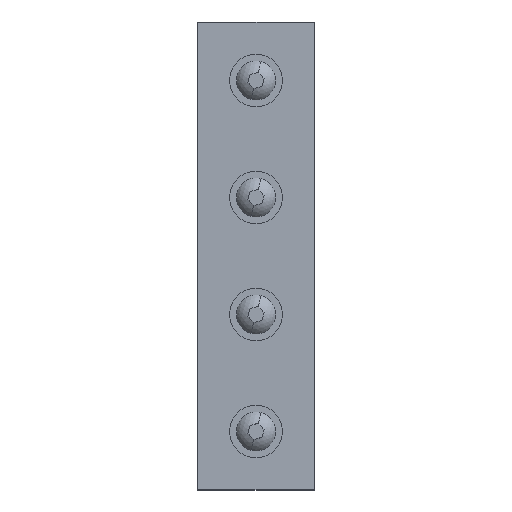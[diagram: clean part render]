
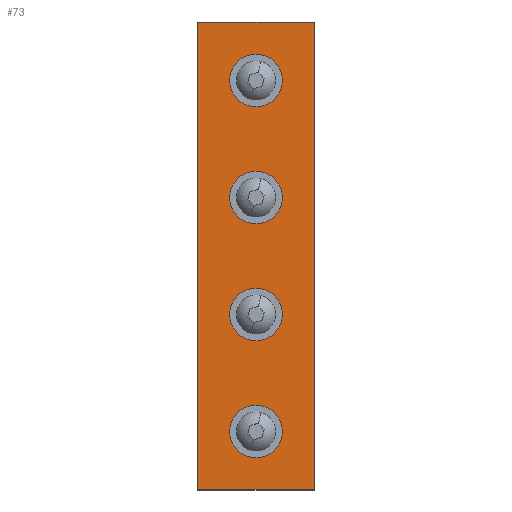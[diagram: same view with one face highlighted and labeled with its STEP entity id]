
A CAD part, top view. The second image highlights one B-rep face of the part: STEP entity #73.
In plain terms, the highlighted planar face has unit normal (0, 0, 1).
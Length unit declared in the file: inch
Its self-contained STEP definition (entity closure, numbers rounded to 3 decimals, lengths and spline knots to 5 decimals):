
#3 = ORIENTED_EDGE ( 'NONE', *, *, #350, .F. ) ;
#4 = ORIENTED_EDGE ( 'NONE', *, *, #2032, .T. ) ;
#5 = VERTEX_POINT ( 'NONE', #388 ) ;
#6 = EDGE_LOOP ( 'NONE', ( #295, #199 ) ) ;
#28 = VERTEX_POINT ( 'NONE', #541 ) ;
#29 = VERTEX_POINT ( 'NONE', #548 ) ;
#35 = ORIENTED_EDGE ( 'NONE', *, *, #935, .F. ) ;
#37 = VERTEX_POINT ( 'NONE', #641 ) ;
#48 = EDGE_CURVE ( 'NONE', #224, #37, #742, .T. ) ;
#61 = EDGE_LOOP ( 'NONE', ( #35, #3 ) ) ;
#73 = ADVANCED_FACE ( 'NONE', ( #1083, #1084, #1085, #1086, #1087 ), #1088, .T. ) ;
#114 = EDGE_CURVE ( 'NONE', #5, #2037, #927, .T. ) ;
#171 = VERTEX_POINT ( 'NONE', #722 ) ;
#197 = VERTEX_POINT ( 'NONE', #899 ) ;
#199 = ORIENTED_EDGE ( 'NONE', *, *, #48, .F. ) ;
#206 = EDGE_LOOP ( 'NONE', ( #2077, #2038 ) ) ;
#211 = EDGE_CURVE ( 'NONE', #321, #197, #1028, .T. ) ;
#224 = VERTEX_POINT ( 'NONE', #1061 ) ;
#232 = ORIENTED_EDGE ( 'NONE', *, *, #114, .T. ) ;
#252 = EDGE_CURVE ( 'NONE', #2081, #5, #1157, .T. ) ;
#253 = EDGE_CURVE ( 'NONE', #37, #224, #1161, .T. ) ;
#293 = ORIENTED_EDGE ( 'NONE', *, *, #252, .T. ) ;
#295 = ORIENTED_EDGE ( 'NONE', *, *, #253, .F. ) ;
#321 = VERTEX_POINT ( 'NONE', #842 ) ;
#350 = EDGE_CURVE ( 'NONE', #29, #28, #991, .T. ) ;
#388 = CARTESIAN_POINT ( 'NONE',  ( 1.5, 6., 0.25 ) ) ;
#389 = CIRCLE ( 'NONE', #390, 0.164 ) ;
#390 = AXIS2_PLACEMENT_3D ( 'NONE', #391, #392, #393 ) ;
#391 = CARTESIAN_POINT ( 'NONE',  ( 0.75, 3.75, 0.25 ) ) ;
#392 = DIRECTION ( 'NONE',  ( 0., 0., 1. ) ) ;
#393 = DIRECTION ( 'NONE',  ( 1., 0., 0. ) ) ;
#469 = CARTESIAN_POINT ( 'NONE',  ( 0.914, 0.75, 0.25 ) ) ;
#519 = CIRCLE ( 'NONE', #520, 0.164 ) ;
#520 = AXIS2_PLACEMENT_3D ( 'NONE', #521, #522, #523 ) ;
#521 = CARTESIAN_POINT ( 'NONE',  ( 0.75, 0.75, 0.25 ) ) ;
#522 = DIRECTION ( 'NONE',  ( 0., 0., 1. ) ) ;
#523 = DIRECTION ( 'NONE',  ( 1., 0., 0. ) ) ;
#541 = CARTESIAN_POINT ( 'NONE',  ( 0.914, 2.25, 0.25 ) ) ;
#548 = CARTESIAN_POINT ( 'NONE',  ( 0.586, 2.25, 0.25 ) ) ;
#559 = CARTESIAN_POINT ( 'NONE',  ( 1.5, 0., 0.25 ) ) ;
#641 = CARTESIAN_POINT ( 'NONE',  ( 0.914, 5.25, 0.25 ) ) ;
#674 = ORIENTED_EDGE ( 'NONE', *, *, #1520, .F. ) ;
#685 = CIRCLE ( 'NONE', #686, 0.164 ) ;
#686 = AXIS2_PLACEMENT_3D ( 'NONE', #687, #688, #689 ) ;
#687 = CARTESIAN_POINT ( 'NONE',  ( 0.75, 2.25, 0.25 ) ) ;
#688 = DIRECTION ( 'NONE',  ( 0., 0., 1. ) ) ;
#689 = DIRECTION ( 'NONE',  ( 1., 0., 0. ) ) ;
#718 = LINE ( 'NONE', #719, #720 ) ;
#719 = CARTESIAN_POINT ( 'NONE',  ( 0., 0., 0.25 ) ) ;
#720 = VECTOR ( 'NONE', #721, 39.37008 ) ;
#721 = DIRECTION ( 'NONE',  ( 1., 0., 0. ) ) ;
#722 = CARTESIAN_POINT ( 'NONE',  ( 0., 0., 0.25 ) ) ;
#742 = CIRCLE ( 'NONE', #743, 0.164 ) ;
#743 = AXIS2_PLACEMENT_3D ( 'NONE', #746, #747, #748 ) ;
#746 = CARTESIAN_POINT ( 'NONE',  ( 0.75, 5.25, 0.25 ) ) ;
#747 = DIRECTION ( 'NONE',  ( 0., 0., 1. ) ) ;
#748 = DIRECTION ( 'NONE',  ( 1., 0., 0. ) ) ;
#782 = ORIENTED_EDGE ( 'NONE', *, *, #2051, .T. ) ;
#812 = CARTESIAN_POINT ( 'NONE',  ( 0., 6., 0.25 ) ) ;
#842 = CARTESIAN_POINT ( 'NONE',  ( 0.586, 3.75, 0.25 ) ) ;
#899 = CARTESIAN_POINT ( 'NONE',  ( 0.914, 3.75, 0.25 ) ) ;
#927 = LINE ( 'NONE', #928, #929 ) ;
#928 = CARTESIAN_POINT ( 'NONE',  ( 0., 6., 0.25 ) ) ;
#929 = VECTOR ( 'NONE', #930, 39.37008 ) ;
#930 = DIRECTION ( 'NONE',  ( -1., 0., 0. ) ) ;
#935 = EDGE_CURVE ( 'NONE', #28, #29, #685, .T. ) ;
#972 = LINE ( 'NONE', #973, #974 ) ;
#973 = CARTESIAN_POINT ( 'NONE',  ( 0., 6., 0.25 ) ) ;
#974 = VECTOR ( 'NONE', #975, 39.37008 ) ;
#975 = DIRECTION ( 'NONE',  ( 0., -1., 0. ) ) ;
#991 = CIRCLE ( 'NONE', #992, 0.164 ) ;
#992 = AXIS2_PLACEMENT_3D ( 'NONE', #993, #994, #995 ) ;
#993 = CARTESIAN_POINT ( 'NONE',  ( 0.75, 2.25, 0.25 ) ) ;
#994 = DIRECTION ( 'NONE',  ( 0., 0., 1. ) ) ;
#995 = DIRECTION ( 'NONE',  ( 1., 0., 0. ) ) ;
#1006 = EDGE_LOOP ( 'NONE', ( #674, #1451 ) ) ;
#1028 = CIRCLE ( 'NONE', #1029, 0.164 ) ;
#1029 = AXIS2_PLACEMENT_3D ( 'NONE', #1030, #1031, #1032 ) ;
#1030 = CARTESIAN_POINT ( 'NONE',  ( 0.75, 3.75, 0.25 ) ) ;
#1031 = DIRECTION ( 'NONE',  ( 0., 0., 1. ) ) ;
#1032 = DIRECTION ( 'NONE',  ( 1., 0., 0. ) ) ;
#1061 = CARTESIAN_POINT ( 'NONE',  ( 0.586, 5.25, 0.25 ) ) ;
#1082 = CARTESIAN_POINT ( 'NONE',  ( 0.586, 0.75, 0.25 ) ) ;
#1083 = FACE_BOUND ( 'NONE', #61, .T. ) ;
#1084 = FACE_BOUND ( 'NONE', #1006, .T. ) ;
#1085 = FACE_OUTER_BOUND ( 'NONE', #1260, .T. ) ;
#1086 = FACE_BOUND ( 'NONE', #206, .T. ) ;
#1087 = FACE_BOUND ( 'NONE', #6, .T. ) ;
#1088 = PLANE ( 'NONE',  #1089 ) ;
#1089 = AXIS2_PLACEMENT_3D ( 'NONE', #1090, #1091, #1092 ) ;
#1090 = CARTESIAN_POINT ( 'NONE',  ( 0., 6., 0.25 ) ) ;
#1091 = DIRECTION ( 'NONE',  ( 0., 0., 1. ) ) ;
#1092 = DIRECTION ( 'NONE',  ( 1., 0., 0. ) ) ;
#1116 = CIRCLE ( 'NONE', #1117, 0.164 ) ;
#1117 = AXIS2_PLACEMENT_3D ( 'NONE', #1118, #1119, #1120 ) ;
#1118 = CARTESIAN_POINT ( 'NONE',  ( 0.75, 0.75, 0.25 ) ) ;
#1119 = DIRECTION ( 'NONE',  ( 0., 0., 1. ) ) ;
#1120 = DIRECTION ( 'NONE',  ( 1., 0., 0. ) ) ;
#1157 = LINE ( 'NONE', #1158, #1159 ) ;
#1158 = CARTESIAN_POINT ( 'NONE',  ( 1.5, 6., 0.25 ) ) ;
#1159 = VECTOR ( 'NONE', #1160, 39.37008 ) ;
#1160 = DIRECTION ( 'NONE',  ( 0., 1., 0. ) ) ;
#1161 = CIRCLE ( 'NONE', #1162, 0.164 ) ;
#1162 = AXIS2_PLACEMENT_3D ( 'NONE', #1163, #1164, #1165 ) ;
#1163 = CARTESIAN_POINT ( 'NONE',  ( 0.75, 5.25, 0.25 ) ) ;
#1164 = DIRECTION ( 'NONE',  ( 0., 0., 1. ) ) ;
#1165 = DIRECTION ( 'NONE',  ( 1., 0., 0. ) ) ;
#1260 = EDGE_LOOP ( 'NONE', ( #782, #4, #293, #232 ) ) ;
#1450 = VERTEX_POINT ( 'NONE', #1082 ) ;
#1451 = ORIENTED_EDGE ( 'NONE', *, *, #2076, .F. ) ;
#1520 = EDGE_CURVE ( 'NONE', #2067, #1450, #1116, .T. ) ;
#2032 = EDGE_CURVE ( 'NONE', #171, #2081, #718, .T. ) ;
#2037 = VERTEX_POINT ( 'NONE', #812 ) ;
#2038 = ORIENTED_EDGE ( 'NONE', *, *, #211, .F. ) ;
#2051 = EDGE_CURVE ( 'NONE', #2037, #171, #972, .T. ) ;
#2057 = EDGE_CURVE ( 'NONE', #197, #321, #389, .T. ) ;
#2067 = VERTEX_POINT ( 'NONE', #469 ) ;
#2076 = EDGE_CURVE ( 'NONE', #1450, #2067, #519, .T. ) ;
#2077 = ORIENTED_EDGE ( 'NONE', *, *, #2057, .F. ) ;
#2081 = VERTEX_POINT ( 'NONE', #559 ) ;
